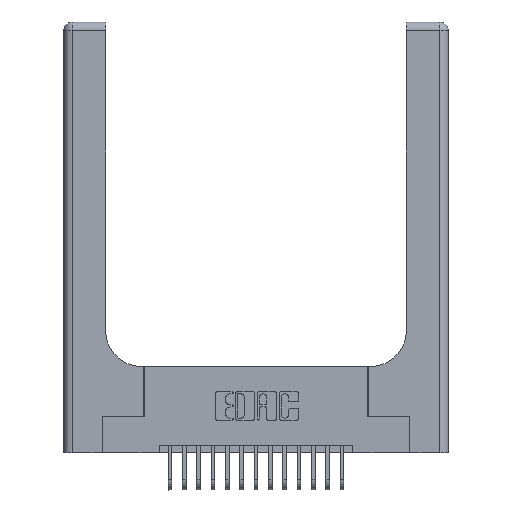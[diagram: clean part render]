
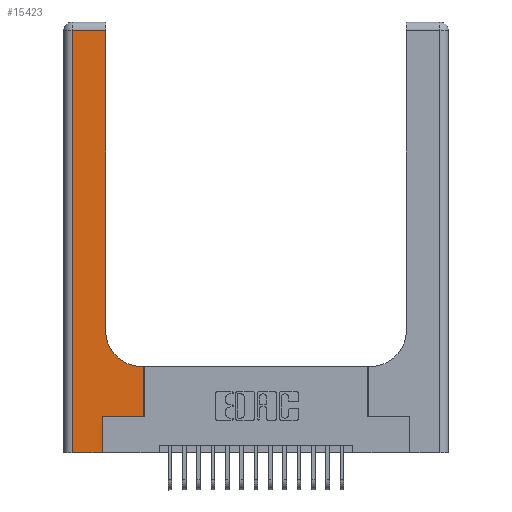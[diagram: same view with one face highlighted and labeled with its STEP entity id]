
A CAD part, top view. The second image highlights one B-rep face of the part: STEP entity #15423.
In plain terms, the highlighted planar face has unit normal (0, 0, 1).
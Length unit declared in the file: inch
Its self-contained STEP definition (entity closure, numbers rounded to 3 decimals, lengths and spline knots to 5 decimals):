
#475 = DIRECTION ( 'NONE',  ( -1., 0., 0. ) ) ;
#666 = EDGE_CURVE ( 'NONE', #10159, #6250, #4275, .T. ) ;
#836 = VECTOR ( 'NONE', #13313, 39.37008 ) ;
#1327 = VECTOR ( 'NONE', #3034, 39.37008 ) ;
#1411 = ORIENTED_EDGE ( 'NONE', *, *, #13202, .T. ) ;
#1516 = ORIENTED_EDGE ( 'NONE', *, *, #14102, .T. ) ;
#1522 = VECTOR ( 'NONE', #7223, 39.37008 ) ;
#1532 = CARTESIAN_POINT ( 'NONE',  ( 0.2915, 3., 0.37 ) ) ;
#2160 = LINE ( 'NONE', #10256, #5187 ) ;
#2239 = VERTEX_POINT ( 'NONE', #18553 ) ;
#2808 = CARTESIAN_POINT ( 'NONE',  ( 0.269, 0.25, 0.37 ) ) ;
#3034 = DIRECTION ( 'NONE',  ( 1., 0., 0. ) ) ;
#3069 = EDGE_CURVE ( 'NONE', #2239, #12313, #3244, .T. ) ;
#3244 = LINE ( 'NONE', #9410, #18711 ) ;
#3727 = ORIENTED_EDGE ( 'NONE', *, *, #6508, .T. ) ;
#3950 = CARTESIAN_POINT ( 'NONE',  ( 0.269, 0.25, 0.37 ) ) ;
#4026 = CARTESIAN_POINT ( 'NONE',  ( 0., 2.94, 0.37 ) ) ;
#4202 = EDGE_CURVE ( 'NONE', #17908, #10159, #8761, .T. ) ;
#4275 = LINE ( 'NONE', #4026, #4735 ) ;
#4520 = LINE ( 'NONE', #3950, #7964 ) ;
#4735 = VECTOR ( 'NONE', #12808, 39.37008 ) ;
#4903 = CARTESIAN_POINT ( 'NONE',  ( 0.269, 0., 0.37 ) ) ;
#5187 = VECTOR ( 'NONE', #15997, 39.37008 ) ;
#5286 = ORIENTED_EDGE ( 'NONE', *, *, #16103, .T. ) ;
#5403 = DIRECTION ( 'NONE',  ( 1., 0., 0. ) ) ;
#5534 = PLANE ( 'NONE',  #8751 ) ;
#6006 = DIRECTION ( 'NONE',  ( 0., -1., 0. ) ) ;
#6250 = VERTEX_POINT ( 'NONE', #18226 ) ;
#6359 = EDGE_CURVE ( 'NONE', #15079, #17581, #4520, .T. ) ;
#6508 = EDGE_CURVE ( 'NONE', #10741, #15079, #2160, .T. ) ;
#6970 = CARTESIAN_POINT ( 'NONE',  ( 0.5415, 0.85, 0.37 ) ) ;
#7038 = DIRECTION ( 'NONE',  ( -1., 0., 0. ) ) ;
#7223 = DIRECTION ( 'NONE',  ( 0., 1., 0. ) ) ;
#7317 = ORIENTED_EDGE ( 'NONE', *, *, #3069, .T. ) ;
#7500 = ORIENTED_EDGE ( 'NONE', *, *, #6359, .T. ) ;
#7774 = CARTESIAN_POINT ( 'NONE',  ( 0.06, 0., 0.37 ) ) ;
#7964 = VECTOR ( 'NONE', #5403, 39.37008 ) ;
#8275 = AXIS2_PLACEMENT_3D ( 'NONE', #6970, #17090, #8428 ) ;
#8416 = CARTESIAN_POINT ( 'NONE',  ( 0.5585, 0.25, 0.37 ) ) ;
#8428 = DIRECTION ( 'NONE',  ( 1., 0., 0. ) ) ;
#8751 = AXIS2_PLACEMENT_3D ( 'NONE', #9942, #15739, #7038 ) ;
#8761 = LINE ( 'NONE', #1532, #836 ) ;
#9229 = ORIENTED_EDGE ( 'NONE', *, *, #18212, .T. ) ;
#9410 = CARTESIAN_POINT ( 'NONE',  ( 0.2915, 0.6, 0.37 ) ) ;
#9444 = CARTESIAN_POINT ( 'NONE',  ( 0.2915, 2.94, 0.37 ) ) ;
#9942 = CARTESIAN_POINT ( 'NONE',  ( 0., 3., 0.37 ) ) ;
#10159 = VERTEX_POINT ( 'NONE', #9444 ) ;
#10256 = CARTESIAN_POINT ( 'NONE',  ( 0.269, 0., 0.37 ) ) ;
#10352 = CARTESIAN_POINT ( 'NONE',  ( 0.5415, 0.6, 0.37 ) ) ;
#10741 = VERTEX_POINT ( 'NONE', #4903 ) ;
#11937 = LINE ( 'NONE', #17334, #1522 ) ;
#12313 = VERTEX_POINT ( 'NONE', #10352 ) ;
#12682 = CARTESIAN_POINT ( 'NONE',  ( 0.2915, 0.85, 0.37 ) ) ;
#12808 = DIRECTION ( 'NONE',  ( -1., 0., 0. ) ) ;
#13202 = EDGE_CURVE ( 'NONE', #12313, #17908, #18596, .T. ) ;
#13306 = CARTESIAN_POINT ( 'NONE',  ( 0., 0., 0.37 ) ) ;
#13313 = DIRECTION ( 'NONE',  ( 0., 1., 0. ) ) ;
#14102 = EDGE_CURVE ( 'NONE', #17752, #10741, #16889, .T. ) ;
#14523 = VECTOR ( 'NONE', #6006, 39.37008 ) ;
#14722 = CARTESIAN_POINT ( 'NONE',  ( 0.06, 3., 0.37 ) ) ;
#15079 = VERTEX_POINT ( 'NONE', #2808 ) ;
#15088 = FACE_OUTER_BOUND ( 'NONE', #17590, .T. ) ;
#15423 = ADVANCED_FACE ( 'NONE', ( #15088 ), #5534, .F. ) ;
#15739 = DIRECTION ( 'NONE',  ( 0., 0., -1. ) ) ;
#15997 = DIRECTION ( 'NONE',  ( 0., 1., 0. ) ) ;
#16103 = EDGE_CURVE ( 'NONE', #17581, #2239, #11937, .T. ) ;
#16365 = ORIENTED_EDGE ( 'NONE', *, *, #4202, .T. ) ;
#16889 = LINE ( 'NONE', #13306, #1327 ) ;
#17090 = DIRECTION ( 'NONE',  ( 0., 0., -1. ) ) ;
#17334 = CARTESIAN_POINT ( 'NONE',  ( 0.5585, 0.25, 0.37 ) ) ;
#17581 = VERTEX_POINT ( 'NONE', #8416 ) ;
#17590 = EDGE_LOOP ( 'NONE', ( #16365, #18652, #9229, #1516, #3727, #7500, #5286, #7317, #1411 ) ) ;
#17752 = VERTEX_POINT ( 'NONE', #7774 ) ;
#17908 = VERTEX_POINT ( 'NONE', #12682 ) ;
#18212 = EDGE_CURVE ( 'NONE', #6250, #17752, #18319, .T. ) ;
#18226 = CARTESIAN_POINT ( 'NONE',  ( 0.06, 2.94, 0.37 ) ) ;
#18319 = LINE ( 'NONE', #14722, #14523 ) ;
#18553 = CARTESIAN_POINT ( 'NONE',  ( 0.5585, 0.6, 0.37 ) ) ;
#18596 = CIRCLE ( 'NONE', #8275, 0.25 ) ;
#18652 = ORIENTED_EDGE ( 'NONE', *, *, #666, .T. ) ;
#18711 = VECTOR ( 'NONE', #475, 39.37008 ) ;
